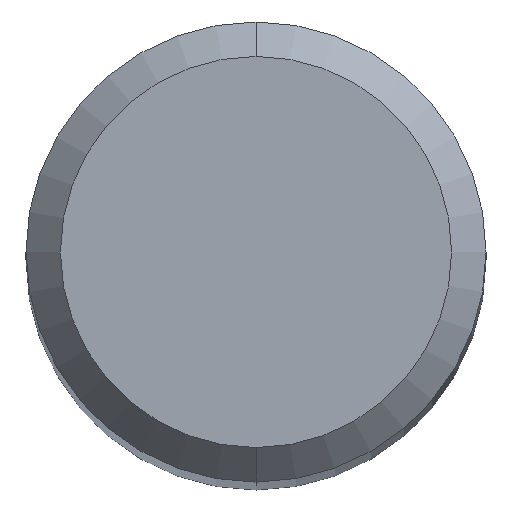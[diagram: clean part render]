
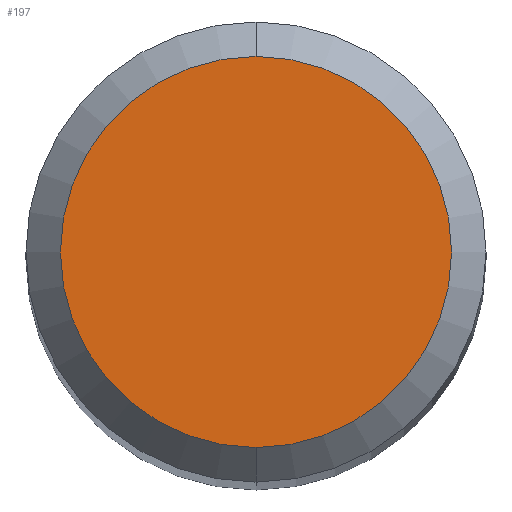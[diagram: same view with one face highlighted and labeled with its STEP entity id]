
A CAD part, top view. The second image highlights one B-rep face of the part: STEP entity #197.
In plain terms, the highlighted planar face has unit normal (0, 0, 1).
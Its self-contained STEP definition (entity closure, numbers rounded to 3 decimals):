
#183=EDGE_CURVE('',#391,#375,#485,.T.);
#197=ADVANCED_FACE('',(#501),#502,.T.);
#329=EDGE_CURVE('',#375,#391,#645,.T.);
#375=VERTEX_POINT('',#694);
#391=VERTEX_POINT('',#713);
#485=CIRCLE('',#818,1.7);
#501=FACE_OUTER_BOUND('',#846,.T.);
#502=PLANE('',#847);
#645=CIRCLE('',#1082,1.7);
#694=CARTESIAN_POINT('',(0.0,1.7,0.0));
#713=CARTESIAN_POINT('',(0.,-1.7,0.0));
#818=AXIS2_PLACEMENT_3D('',#1436,#1437,#1438);
#846=EDGE_LOOP('',(#1460,#1461));
#847=AXIS2_PLACEMENT_3D('',#1462,#1463,#1464);
#1082=AXIS2_PLACEMENT_3D('',#1627,#1628,#1629);
#1436=CARTESIAN_POINT('',(0.0,0.0,0.0));
#1437=DIRECTION('',(0.0,0.0,-1.0));
#1438=DIRECTION('',(0.0,1.0,0.0));
#1460=ORIENTED_EDGE('',*,*,#329,.F.);
#1461=ORIENTED_EDGE('',*,*,#183,.F.);
#1462=CARTESIAN_POINT('',(0.0,0.85,0.0));
#1463=DIRECTION('',(-0.0,0.0,1.0));
#1464=DIRECTION('',(0.0,-1.0,0.0));
#1627=CARTESIAN_POINT('',(0.0,0.0,0.0));
#1628=DIRECTION('',(0.0,0.0,-1.0));
#1629=DIRECTION('',(0.0,1.0,0.0));
